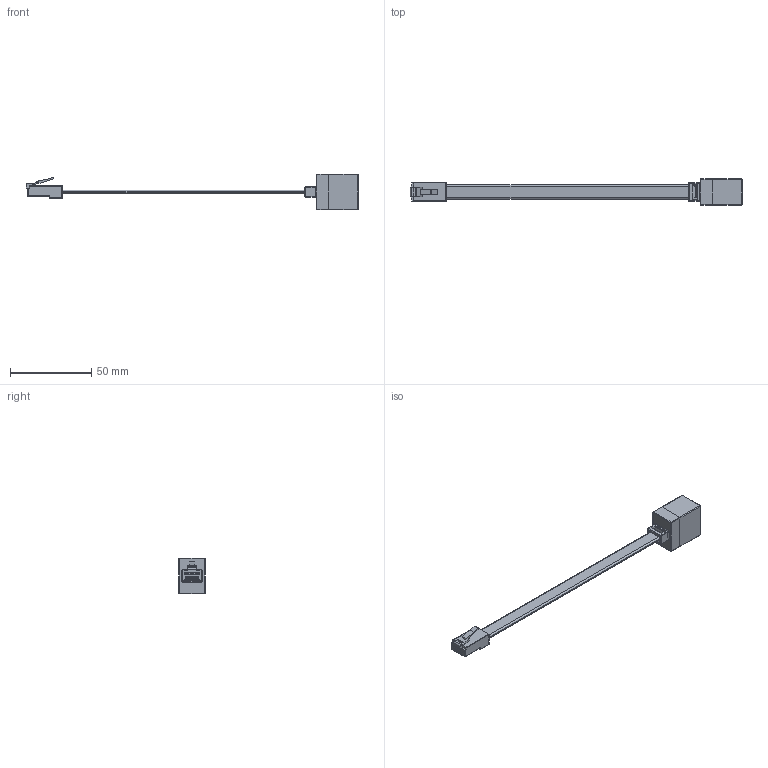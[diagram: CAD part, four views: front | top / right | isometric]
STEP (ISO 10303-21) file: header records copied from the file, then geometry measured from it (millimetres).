
FILE_DESCRIPTION (( 'STEP AP214' ), '1' );
FILE_NAME ('TAC535-8-7.STEP', '2014-03-13T16:22:28', ( 'x' ), ( '' ), 'SwSTEP 2.0', 'SolidWorks 2012', '' );
FILE_SCHEMA (( 'AUTOMOTIVE_DESIGN' ));
Length unit declared in the file: inch
Products named in the file (11): 1AG01-175; 1AG01-095; WIRE BOTTOM ROW; WIRE TOP ROW; 1AG01-096; 1AG01-097; 1AD01-022___; 1AD01-022-MA2___; 1AD01-022-MA1___; TDB8; TAC535-8-7
Assembly tree (23 placements, depth 3):
  TAC535-8-7
    TDB8
    1AD01-022___
      1AD01-022-MA1___
      1AD01-022-MA2___  x8
    1AG01-097
    1AG01-095
      1AG01-096
      WIRE TOP ROW  x4
      WIRE BOTTOM ROW  x4
    1AG01-175
Bounding box: 204.14 x 16 x 22.1 mm (x, y, z)
Volume: 9043.3 mm3; surface area: 13108.9 mm2
Topology: 21 solids, 21 shells, 1229 faces, 3204 edges, 2038 vertices
Faces by surface type: plane 775, cylinder 368, torus 38, sphere 24, bspline 24
Entity records: 32188 total; most frequent: CARTESIAN_POINT 5447, ORIENTED_EDGE 4920, DIRECTION 4838, EDGE_CURVE 2460, LINE 1804, VECTOR 1804, VERTEX_POINT 1572, AXIS2_PLACEMENT_3D 1517
